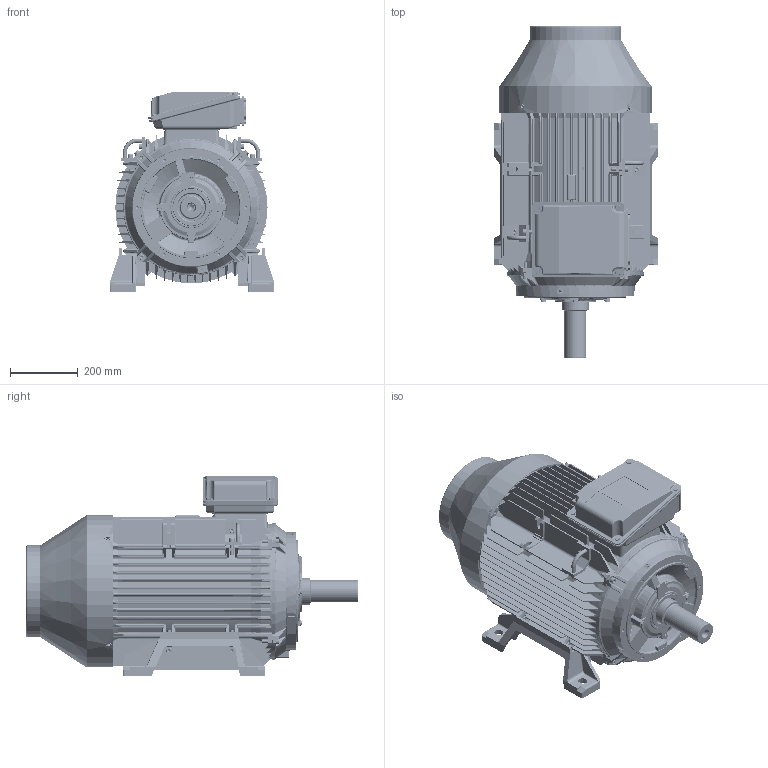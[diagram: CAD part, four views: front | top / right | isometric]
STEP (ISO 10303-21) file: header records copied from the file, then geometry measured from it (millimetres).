
FILE_DESCRIPTION(/* description */ ('AdapterTestApp'),/* implementation_level */ '2;1');
FILE_NAME(/* name */ 'WP-UDF250ME 4P B3 DTD IC411',/* time_stamp */ '2019-03-26T11:44:08+01:00',/* author */ ('AdapterTestApp'),/* organization */ ('Siemens PLM Software'),/* preprocessor_version */ 'ST-DEVELOPER v15.6',/* originating_system */ 'DEX',/* authorisation */ $);
FILE_SCHEMA (('AUTOMOTIVE_DESIGN {1 0 10303 214 3 1 1}'));
Products named in the file (1): WP-UDF250ME 4P B3 DTD IC411
Bounding box: 485.5 x 977 x 591.15 mm (x, y, z)
Volume: 32912413.6 mm3; surface area: 4768271.2 mm2
Topology: 2 solids, 7 shells, 7107 faces, 18274 edges, 11643 vertices
Faces by surface type: plane 3835, cylinder 1935, bspline 675, torus 300, cone 290, sphere 71, revolution 1
Full cylindrical faces by diameter (mm): 5 x1, 5.188 x1, 7.794 x12, 8 x35, 8.5 x1, 8.782 x6, 8.985 x1, 9 x12, 10 x53, 11 x4, 11.63 x8, 12 x16, 14 x4, 15 x4, 16 x16, 17 x4, 17.5 x1, 21 x1, 22 x4, 65 x1, 80 x2, 84.455 x1, 87 x1, 106 x1, 110 x2, 156 x1, 170 x1, 205 x1, 270.2 x1, 288 x1
Entity records: 263082 total; most frequent: CARTESIAN_POINT 96857, ORIENTED_EDGE 35484, DIRECTION 32387, EDGE_CURVE 17742, VERTEX_POINT 11474, AXIS2_PLACEMENT_3D 10920, LINE 10546, VECTOR 10546
